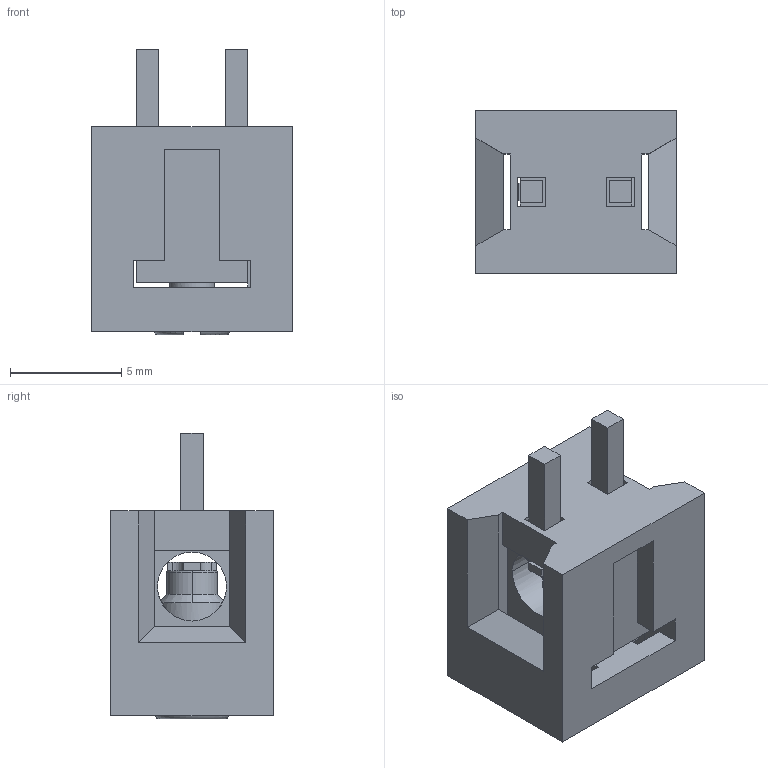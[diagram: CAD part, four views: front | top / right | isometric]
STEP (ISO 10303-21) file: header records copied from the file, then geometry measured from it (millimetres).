
FILE_DESCRIPTION((''),'2;1');
FILE_NAME('360291_SW0001','2020-05-20T07:55:42',('antonh'),(''),'CREO PARAMETRIC BY PTC INC, 2018420','CREO PARAMETRIC BY PTC INC, 2018420','');
FILE_SCHEMA(('CONFIG_CONTROL_DESIGN'));
Length unit declared in the file: millimetre
Products named in the file (1): 360291_SW0001
Bounding box: 9 x 7.3 x 12.85 mm (x, y, z)
Volume: 400.4 mm3; surface area: 869.9 mm2
Topology: 1 solids, 1 shells, 148 faces, 450 edges, 292 vertices
Faces by surface type: plane 107, cylinder 27, torus 6, cone 6, bspline 2
Entity records: 5339 total; most frequent: CARTESIAN_POINT 1189, ORIENTED_EDGE 900, DIRECTION 820, EDGE_CURVE 450, VECTOR 332, LINE 332, VERTEX_POINT 292, AXIS2_PLACEMENT_3D 244
